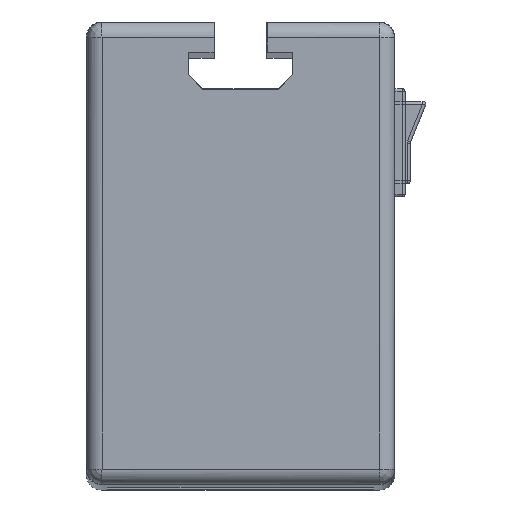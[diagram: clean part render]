
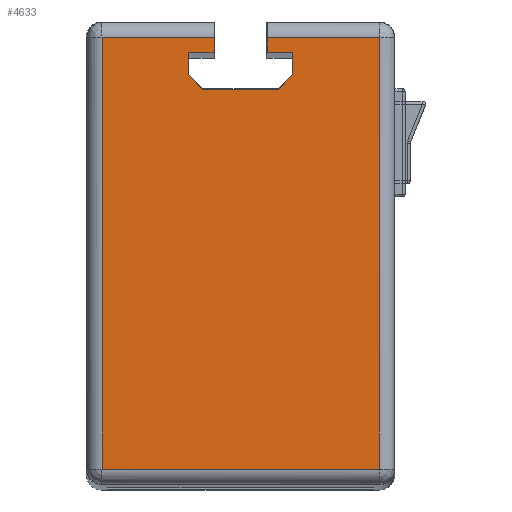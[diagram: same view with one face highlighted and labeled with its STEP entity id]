
A CAD part, top view. The second image highlights one B-rep face of the part: STEP entity #4633.
In plain terms, the highlighted planar face has unit normal (0, 0, 1).
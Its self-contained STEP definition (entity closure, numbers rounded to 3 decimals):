
#54 = AXIS2_PLACEMENT_3D ( 'NONE', #2486, #4027, #1700 ) ;
#131 = DIRECTION ( 'NONE',  ( 1., 0., 0. ) ) ;
#201 = VERTEX_POINT ( 'NONE', #3203 ) ;
#270 = FACE_OUTER_BOUND ( 'NONE', #1437, .T. ) ;
#278 = DIRECTION ( 'NONE',  ( 0., 1., 0. ) ) ;
#439 = DIRECTION ( 'NONE',  ( 0., -1., 0. ) ) ;
#477 = VERTEX_POINT ( 'NONE', #2192 ) ;
#483 = LINE ( 'NONE', #3314, #3298 ) ;
#504 = ORIENTED_EDGE ( 'NONE', *, *, #4749, .T. ) ;
#615 = VERTEX_POINT ( 'NONE', #5139 ) ;
#695 = CARTESIAN_POINT ( 'NONE',  ( 7.399, 31.95, 296.5 ) ) ;
#777 = VERTEX_POINT ( 'NONE', #1122 ) ;
#811 = EDGE_CURVE ( 'NONE', #3718, #615, #3477, .T. ) ;
#869 = LINE ( 'NONE', #2445, #3381 ) ;
#876 = CARTESIAN_POINT ( 'NONE',  ( -5.15, 39.05, 296.5 ) ) ;
#912 = DIRECTION ( 'NONE',  ( 0., -1., 0. ) ) ;
#1042 = CARTESIAN_POINT ( 'NONE',  ( -5.15, 39.05, 296.5 ) ) ;
#1062 = VECTOR ( 'NONE', #4896, 1000. ) ;
#1074 = LINE ( 'NONE', #4915, #4839 ) ;
#1093 = VECTOR ( 'NONE', #2778, 1000. ) ;
#1097 = DIRECTION ( 'NONE',  ( 0., 1., 0. ) ) ;
#1110 = ORIENTED_EDGE ( 'NONE', *, *, #1319, .T. ) ;
#1122 = CARTESIAN_POINT ( 'NONE',  ( 26.95, 41.95, 296.5 ) ) ;
#1161 = ORIENTED_EDGE ( 'NONE', *, *, #2895, .F. ) ;
#1201 = ORIENTED_EDGE ( 'NONE', *, *, #811, .F. ) ;
#1319 = EDGE_CURVE ( 'NONE', #1379, #201, #1843, .T. ) ;
#1369 = CARTESIAN_POINT ( 'NONE',  ( 5.15, 41.95, 296.5 ) ) ;
#1379 = VERTEX_POINT ( 'NONE', #4539 ) ;
#1437 = EDGE_LOOP ( 'NONE', ( #2790, #4804, #2188, #4168, #1110, #504, #1977, #2471, #4211, #1161, #3519, #3753, #1201, #4754 ) ) ;
#1444 = CARTESIAN_POINT ( 'NONE',  ( 0., 41.95, 296.5 ) ) ;
#1466 = VERTEX_POINT ( 'NONE', #2625 ) ;
#1470 = LINE ( 'NONE', #1521, #1093 ) ;
#1472 = VERTEX_POINT ( 'NONE', #1042 ) ;
#1521 = CARTESIAN_POINT ( 'NONE',  ( 7.399, 31.95, 296.5 ) ) ;
#1533 = EDGE_CURVE ( 'NONE', #1466, #477, #4737, .T. ) ;
#1582 = LINE ( 'NONE', #4824, #2962 ) ;
#1700 = DIRECTION ( 'NONE',  ( 1., 0., 0. ) ) ;
#1726 = DIRECTION ( 'NONE',  ( 1., 0., 0. ) ) ;
#1728 = EDGE_CURVE ( 'NONE', #1472, #3963, #2137, .T. ) ;
#1843 = LINE ( 'NONE', #4158, #3152 ) ;
#1846 = LINE ( 'NONE', #1865, #4977 ) ;
#1865 = CARTESIAN_POINT ( 'NONE',  ( 5.15, 39.05, 296.5 ) ) ;
#1893 = CARTESIAN_POINT ( 'NONE',  ( -10.15, 34.701, 296.5 ) ) ;
#1914 = LINE ( 'NONE', #2806, #2854 ) ;
#1977 = ORIENTED_EDGE ( 'NONE', *, *, #2187, .T. ) ;
#2020 = VECTOR ( 'NONE', #2282, 1000. ) ;
#2053 = CARTESIAN_POINT ( 'NONE',  ( 26.95, 4.376, 296.5 ) ) ;
#2137 = LINE ( 'NONE', #876, #1062 ) ;
#2170 = CARTESIAN_POINT ( 'NONE',  ( -10.15, 39.05, 296.5 ) ) ;
#2187 = EDGE_CURVE ( 'NONE', #777, #2361, #869, .T. ) ;
#2188 = ORIENTED_EDGE ( 'NONE', *, *, #1533, .T. ) ;
#2192 = CARTESIAN_POINT ( 'NONE',  ( -26.95, 41.95, 296.5 ) ) ;
#2211 = CARTESIAN_POINT ( 'NONE',  ( 10.15, 39.05, 296.5 ) ) ;
#2245 = VECTOR ( 'NONE', #278, 1000. ) ;
#2282 = DIRECTION ( 'NONE',  ( -1., 0., 0. ) ) ;
#2361 = VERTEX_POINT ( 'NONE', #1369 ) ;
#2445 = CARTESIAN_POINT ( 'NONE',  ( 0., 41.95, 296.5 ) ) ;
#2471 = ORIENTED_EDGE ( 'NONE', *, *, #4424, .F. ) ;
#2486 = CARTESIAN_POINT ( 'NONE',  ( 0., 4.376, 296.5 ) ) ;
#2625 = CARTESIAN_POINT ( 'NONE',  ( -5.15, 41.95, 296.5 ) ) ;
#2670 = LINE ( 'NONE', #3095, #2245 ) ;
#2715 = LINE ( 'NONE', #2211, #2020 ) ;
#2769 = VECTOR ( 'NONE', #4865, 1000. ) ;
#2778 = DIRECTION ( 'NONE',  ( 0.707, 0.707, 0. ) ) ;
#2785 = CARTESIAN_POINT ( 'NONE',  ( 5.15, 39.05, 296.5 ) ) ;
#2790 = ORIENTED_EDGE ( 'NONE', *, *, #1728, .F. ) ;
#2806 = CARTESIAN_POINT ( 'NONE',  ( -5.15, 44.95, 296.5 ) ) ;
#2847 = VECTOR ( 'NONE', #4264, 1000. ) ;
#2854 = VECTOR ( 'NONE', #3210, 1000. ) ;
#2885 = CARTESIAN_POINT ( 'NONE',  ( 10.15, 34.701, 296.5 ) ) ;
#2895 = EDGE_CURVE ( 'NONE', #3814, #4367, #2670, .T. ) ;
#2962 = VECTOR ( 'NONE', #439, 1000. ) ;
#3095 = CARTESIAN_POINT ( 'NONE',  ( 10.15, 34.701, 296.5 ) ) ;
#3097 = CARTESIAN_POINT ( 'NONE',  ( 10.15, 39.05, 296.5 ) ) ;
#3152 = VECTOR ( 'NONE', #131, 1000. ) ;
#3203 = CARTESIAN_POINT ( 'NONE',  ( 26.95, -41.95, 296.5 ) ) ;
#3210 = DIRECTION ( 'NONE',  ( 0., -1., 0. ) ) ;
#3225 = EDGE_CURVE ( 'NONE', #1466, #1472, #1914, .T. ) ;
#3290 = PLANE ( 'NONE',  #54 ) ;
#3298 = VECTOR ( 'NONE', #1726, 1000. ) ;
#3314 = CARTESIAN_POINT ( 'NONE',  ( -7.399, 31.95, 296.5 ) ) ;
#3332 = EDGE_CURVE ( 'NONE', #615, #3641, #483, .T. ) ;
#3381 = VECTOR ( 'NONE', #4907, 1000. ) ;
#3477 = LINE ( 'NONE', #1893, #3794 ) ;
#3519 = ORIENTED_EDGE ( 'NONE', *, *, #3720, .F. ) ;
#3628 = CARTESIAN_POINT ( 'NONE',  ( -10.15, 34.701, 296.5 ) ) ;
#3641 = VERTEX_POINT ( 'NONE', #695 ) ;
#3718 = VERTEX_POINT ( 'NONE', #3628 ) ;
#3720 = EDGE_CURVE ( 'NONE', #3641, #3814, #1470, .T. ) ;
#3753 = ORIENTED_EDGE ( 'NONE', *, *, #3332, .F. ) ;
#3794 = VECTOR ( 'NONE', #4728, 1000. ) ;
#3814 = VERTEX_POINT ( 'NONE', #2885 ) ;
#3963 = VERTEX_POINT ( 'NONE', #2170 ) ;
#4027 = DIRECTION ( 'NONE',  ( 0., 0., 1. ) ) ;
#4158 = CARTESIAN_POINT ( 'NONE',  ( 0., -41.95, 296.5 ) ) ;
#4168 = ORIENTED_EDGE ( 'NONE', *, *, #4773, .T. ) ;
#4211 = ORIENTED_EDGE ( 'NONE', *, *, #4351, .F. ) ;
#4264 = DIRECTION ( 'NONE',  ( -1., 0., 0. ) ) ;
#4351 = EDGE_CURVE ( 'NONE', #4367, #5027, #2715, .T. ) ;
#4367 = VERTEX_POINT ( 'NONE', #3097 ) ;
#4424 = EDGE_CURVE ( 'NONE', #5027, #2361, #1846, .T. ) ;
#4539 = CARTESIAN_POINT ( 'NONE',  ( -26.95, -41.95, 296.5 ) ) ;
#4625 = EDGE_CURVE ( 'NONE', #3963, #3718, #1582, .T. ) ;
#4633 = ADVANCED_FACE ( 'NONE', ( #270 ), #3290, .T. ) ;
#4664 = LINE ( 'NONE', #2053, #2769 ) ;
#4728 = DIRECTION ( 'NONE',  ( 0.707, -0.707, 0. ) ) ;
#4737 = LINE ( 'NONE', #1444, #2847 ) ;
#4749 = EDGE_CURVE ( 'NONE', #201, #777, #4664, .T. ) ;
#4754 = ORIENTED_EDGE ( 'NONE', *, *, #4625, .F. ) ;
#4773 = EDGE_CURVE ( 'NONE', #477, #1379, #1074, .T. ) ;
#4804 = ORIENTED_EDGE ( 'NONE', *, *, #3225, .F. ) ;
#4824 = CARTESIAN_POINT ( 'NONE',  ( -10.15, 39.05, 296.5 ) ) ;
#4839 = VECTOR ( 'NONE', #912, 1000. ) ;
#4865 = DIRECTION ( 'NONE',  ( 0., 1., 0. ) ) ;
#4896 = DIRECTION ( 'NONE',  ( -1., 0., 0. ) ) ;
#4907 = DIRECTION ( 'NONE',  ( -1., 0., 0. ) ) ;
#4915 = CARTESIAN_POINT ( 'NONE',  ( -26.95, 4.376, 296.5 ) ) ;
#4977 = VECTOR ( 'NONE', #1097, 1000. ) ;
#5027 = VERTEX_POINT ( 'NONE', #2785 ) ;
#5139 = CARTESIAN_POINT ( 'NONE',  ( -7.399, 31.95, 296.5 ) ) ;
